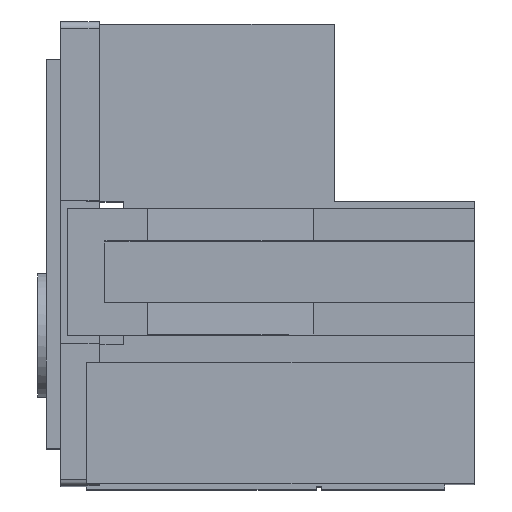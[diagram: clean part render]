
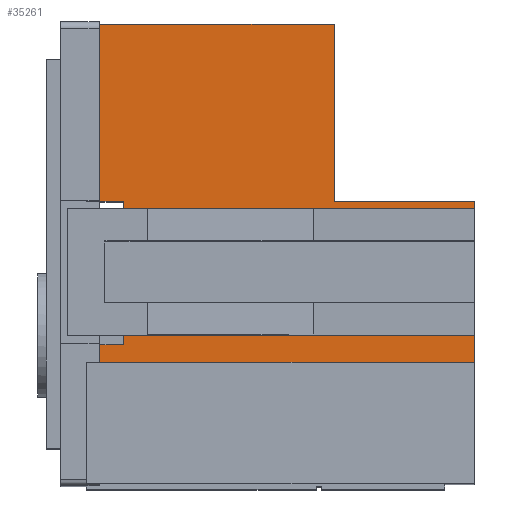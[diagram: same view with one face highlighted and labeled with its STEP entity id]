
A CAD part, top view. The second image highlights one B-rep face of the part: STEP entity #35261.
In plain terms, the highlighted planar face has unit normal (0, 0, 1).
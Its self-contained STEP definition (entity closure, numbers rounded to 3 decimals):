
#636 = CARTESIAN_POINT ( 'NONE',  ( 0., 21.8, 31.325 ) ) ;
#1901 = EDGE_CURVE ( 'NONE', #19986, #37909, #71175, .T. ) ;
#2287 = CARTESIAN_POINT ( 'NONE',  ( 18.4, 13.4, 31.325 ) ) ;
#2456 = CARTESIAN_POINT ( 'NONE',  ( 18.4, 13.05, 31.325 ) ) ;
#2898 = CARTESIAN_POINT ( 'NONE',  ( 15.07, 7.05, 31.325 ) ) ;
#4461 = LINE ( 'NONE', #28247, #32764 ) ;
#7272 = ORIENTED_EDGE ( 'NONE', *, *, #77460, .F. ) ;
#10576 = DIRECTION ( 'NONE',  ( 1., 0., 0. ) ) ;
#11286 = CARTESIAN_POINT ( 'NONE',  ( 1.75, 6.6, 31.325 ) ) ;
#11864 = VECTOR ( 'NONE', #47278, 1000. ) ;
#12079 = DIRECTION ( 'NONE',  ( -1., 0., 0. ) ) ;
#13740 = EDGE_CURVE ( 'NONE', #42645, #22995, #4461, .T. ) ;
#14102 = ORIENTED_EDGE ( 'NONE', *, *, #13740, .F. ) ;
#14134 = LINE ( 'NONE', #25048, #22280 ) ;
#15043 = LINE ( 'NONE', #64279, #11864 ) ;
#15410 = CARTESIAN_POINT ( 'NONE',  ( 11.75, 13.4, 31.325 ) ) ;
#15751 = LINE ( 'NONE', #46444, #79115 ) ;
#16327 = CARTESIAN_POINT ( 'NONE',  ( 15.07, 7.05, 31.325 ) ) ;
#19039 = VERTEX_POINT ( 'NONE', #65087 ) ;
#19346 = ORIENTED_EDGE ( 'NONE', *, *, #72463, .F. ) ;
#19661 = VERTEX_POINT ( 'NONE', #61349 ) ;
#19734 = EDGE_LOOP ( 'NONE', ( #19832, #69279, #7272, #41365, #14102, #38622, #26984, #39594, #21710, #41966, #27963, #19346, #35832, #30129 ) ) ;
#19832 = ORIENTED_EDGE ( 'NONE', *, *, #55826, .F. ) ;
#19986 = VERTEX_POINT ( 'NONE', #56943 ) ;
#20685 = EDGE_CURVE ( 'NONE', #19039, #67885, #29657, .T. ) ;
#21710 = ORIENTED_EDGE ( 'NONE', *, *, #40427, .T. ) ;
#21740 = CARTESIAN_POINT ( 'NONE',  ( 0., 21.8, 31.325 ) ) ;
#22128 = DIRECTION ( 'NONE',  ( 0., 0., -1. ) ) ;
#22280 = VECTOR ( 'NONE', #74314, 1000. ) ;
#22322 = CARTESIAN_POINT ( 'NONE',  ( 18.4, 21.8, 31.325 ) ) ;
#22347 = VECTOR ( 'NONE', #36504, 1000. ) ;
#22682 = LINE ( 'NONE', #41625, #76591 ) ;
#22922 = DIRECTION ( 'NONE',  ( -1., 0., 0. ) ) ;
#22995 = VERTEX_POINT ( 'NONE', #45560 ) ;
#23868 = CARTESIAN_POINT ( 'NONE',  ( 18.4, 13.4, 31.325 ) ) ;
#25048 = CARTESIAN_POINT ( 'NONE',  ( 0., 21.8, 31.325 ) ) ;
#26367 = EDGE_CURVE ( 'NONE', #67885, #47258, #76369, .T. ) ;
#26445 = VECTOR ( 'NONE', #50171, 1000. ) ;
#26984 = ORIENTED_EDGE ( 'NONE', *, *, #1901, .T. ) ;
#27287 = AXIS2_PLACEMENT_3D ( 'NONE', #21740, #22128, #22922 ) ;
#27458 = VERTEX_POINT ( 'NONE', #55732 ) ;
#27665 = VERTEX_POINT ( 'NONE', #2456 ) ;
#27963 = ORIENTED_EDGE ( 'NONE', *, *, #66970, .T. ) ;
#28247 = CARTESIAN_POINT ( 'NONE',  ( 0., 21.8, 31.325 ) ) ;
#29657 = LINE ( 'NONE', #636, #22347 ) ;
#29894 = EDGE_CURVE ( 'NONE', #27458, #22995, #41517, .T. ) ;
#30014 = LINE ( 'NONE', #16327, #42411 ) ;
#30129 = ORIENTED_EDGE ( 'NONE', *, *, #20685, .F. ) ;
#32764 = VECTOR ( 'NONE', #53258, 1000. ) ;
#35261 = ADVANCED_FACE ( 'NONE', ( #46750 ), #40716, .F. ) ;
#35657 = VERTEX_POINT ( 'NONE', #74097 ) ;
#35832 = ORIENTED_EDGE ( 'NONE', *, *, #26367, .F. ) ;
#36504 = DIRECTION ( 'NONE',  ( 1., 0., 0. ) ) ;
#37909 = VERTEX_POINT ( 'NONE', #43416 ) ;
#38622 = ORIENTED_EDGE ( 'NONE', *, *, #42511, .T. ) ;
#39554 = VECTOR ( 'NONE', #12079, 1000. ) ;
#39594 = ORIENTED_EDGE ( 'NONE', *, *, #48479, .F. ) ;
#40427 = EDGE_CURVE ( 'NONE', #57301, #35657, #59356, .T. ) ;
#40557 = DIRECTION ( 'NONE',  ( 1., 0., 0. ) ) ;
#40716 = PLANE ( 'NONE',  #27287 ) ;
#41365 = ORIENTED_EDGE ( 'NONE', *, *, #29894, .T. ) ;
#41517 = LINE ( 'NONE', #11286, #39554 ) ;
#41625 = CARTESIAN_POINT ( 'NONE',  ( 18.4, 13.05, 31.325 ) ) ;
#41883 = VECTOR ( 'NONE', #68965, 1000. ) ;
#41966 = ORIENTED_EDGE ( 'NONE', *, *, #72917, .T. ) ;
#42411 = VECTOR ( 'NONE', #62206, 1000. ) ;
#42511 = EDGE_CURVE ( 'NONE', #42645, #19986, #79672, .T. ) ;
#42544 = CARTESIAN_POINT ( 'NONE',  ( 15.07, 7.05, 31.325 ) ) ;
#42645 = VERTEX_POINT ( 'NONE', #52541 ) ;
#42895 = CARTESIAN_POINT ( 'NONE',  ( 0., 5.75, 31.325 ) ) ;
#43416 = CARTESIAN_POINT ( 'NONE',  ( 18.4, 7.05, 31.325 ) ) ;
#44319 = CARTESIAN_POINT ( 'NONE',  ( 1.75, 13.4, 31.325 ) ) ;
#45560 = CARTESIAN_POINT ( 'NONE',  ( 0., 6.6, 31.325 ) ) ;
#46444 = CARTESIAN_POINT ( 'NONE',  ( 1.75, 13.4, 31.325 ) ) ;
#46750 = FACE_OUTER_BOUND ( 'NONE', #19734, .T. ) ;
#47258 = VERTEX_POINT ( 'NONE', #52169 ) ;
#47278 = DIRECTION ( 'NONE',  ( 0., 1., 0. ) ) ;
#48479 = EDGE_CURVE ( 'NONE', #57301, #37909, #30014, .T. ) ;
#48994 = CARTESIAN_POINT ( 'NONE',  ( 11.75, 21.8, 31.325 ) ) ;
#50171 = DIRECTION ( 'NONE',  ( 1., 0., 0. ) ) ;
#52169 = CARTESIAN_POINT ( 'NONE',  ( 11.75, 13.4, 31.325 ) ) ;
#52506 = DIRECTION ( 'NONE',  ( -1., 0., 0. ) ) ;
#52541 = CARTESIAN_POINT ( 'NONE',  ( 0., 5.75, 31.325 ) ) ;
#52694 = VERTEX_POINT ( 'NONE', #23868 ) ;
#53258 = DIRECTION ( 'NONE',  ( 0., 1., 0. ) ) ;
#55732 = CARTESIAN_POINT ( 'NONE',  ( 1.75, 6.6, 31.325 ) ) ;
#55826 = EDGE_CURVE ( 'NONE', #65330, #19039, #14134, .T. ) ;
#56943 = CARTESIAN_POINT ( 'NONE',  ( 18.4, 5.75, 31.325 ) ) ;
#57301 = VERTEX_POINT ( 'NONE', #42544 ) ;
#57820 = DIRECTION ( 'NONE',  ( 0., -1., 0. ) ) ;
#57897 = DIRECTION ( 'NONE',  ( 0., 1., 0. ) ) ;
#58797 = EDGE_CURVE ( 'NONE', #19661, #65330, #15751, .T. ) ;
#59356 = LINE ( 'NONE', #2898, #76613 ) ;
#61097 = VECTOR ( 'NONE', #40557, 1000. ) ;
#61349 = CARTESIAN_POINT ( 'NONE',  ( 1.75, 13.4, 31.325 ) ) ;
#62206 = DIRECTION ( 'NONE',  ( 1., 0., 0. ) ) ;
#64279 = CARTESIAN_POINT ( 'NONE',  ( 18.4, 13.05, 31.325 ) ) ;
#65087 = CARTESIAN_POINT ( 'NONE',  ( 0., 21.8, 31.325 ) ) ;
#65330 = VERTEX_POINT ( 'NONE', #73468 ) ;
#66970 = EDGE_CURVE ( 'NONE', #27665, #52694, #15043, .T. ) ;
#67885 = VERTEX_POINT ( 'NONE', #48994 ) ;
#68965 = DIRECTION ( 'NONE',  ( 0., 1., 0. ) ) ;
#69279 = ORIENTED_EDGE ( 'NONE', *, *, #58797, .F. ) ;
#69654 = LINE ( 'NONE', #2287, #61097 ) ;
#69875 = DIRECTION ( 'NONE',  ( 0., 1., 0. ) ) ;
#71175 = LINE ( 'NONE', #22322, #78553 ) ;
#72463 = EDGE_CURVE ( 'NONE', #47258, #52694, #69654, .T. ) ;
#72917 = EDGE_CURVE ( 'NONE', #35657, #27665, #22682, .T. ) ;
#73468 = CARTESIAN_POINT ( 'NONE',  ( 0., 13.4, 31.325 ) ) ;
#74097 = CARTESIAN_POINT ( 'NONE',  ( 15.07, 13.05, 31.325 ) ) ;
#74314 = DIRECTION ( 'NONE',  ( 0., 1., 0. ) ) ;
#74636 = LINE ( 'NONE', #44319, #41883 ) ;
#75929 = VECTOR ( 'NONE', #57820, 1000. ) ;
#76369 = LINE ( 'NONE', #15410, #75929 ) ;
#76591 = VECTOR ( 'NONE', #10576, 1000. ) ;
#76613 = VECTOR ( 'NONE', #69875, 1000. ) ;
#77460 = EDGE_CURVE ( 'NONE', #27458, #19661, #74636, .T. ) ;
#78553 = VECTOR ( 'NONE', #57897, 1000. ) ;
#79115 = VECTOR ( 'NONE', #52506, 1000. ) ;
#79672 = LINE ( 'NONE', #42895, #26445 ) ;
